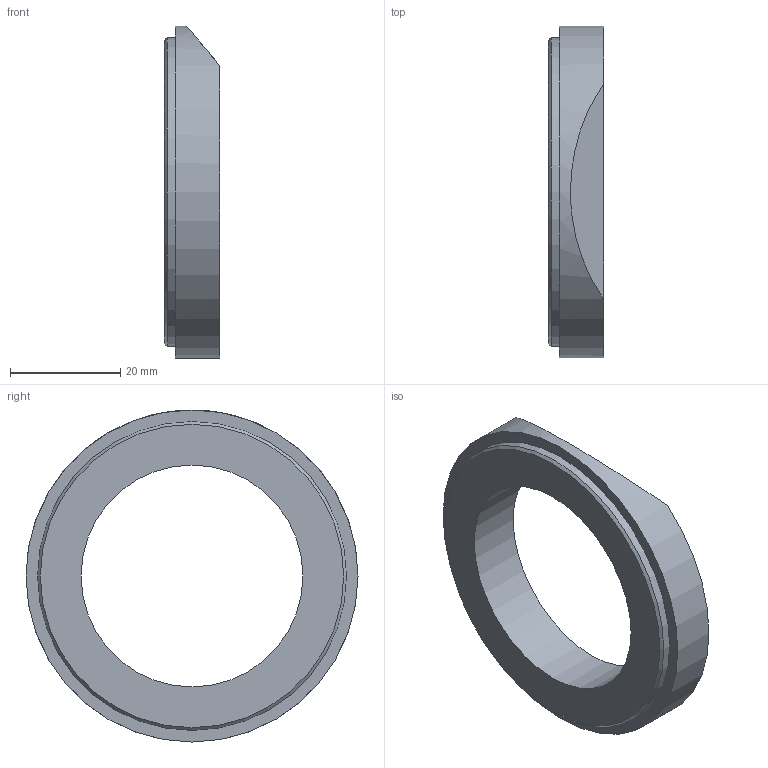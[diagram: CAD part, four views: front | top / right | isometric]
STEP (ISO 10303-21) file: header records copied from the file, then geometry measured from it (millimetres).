
FILE_DESCRIPTION(/* description */ ('STEP AP214'),/* implementation_level */ '2;1');
FILE_NAME(/* name */ '6540d0b72678613b1ff1242f',/* time_stamp */ '2023-10-31T10:02:32Z',/* author */ (''),/* organization */ (''),/* preprocessor_version */ 'ST-DEVELOPER v19.4',/* originating_system */ ' ',/* authorisation */ ' ');
FILE_SCHEMA (('AUTOMOTIVE_DESIGN {1 0 10303 214 3 1 1}'));
Length unit declared in the file: metre
Products named in the file (1): A000985 - Nutrohr - Ring - 60,3
Bounding box: 10 x 60.3 x 60.3 mm (x, y, z)
Volume: 14549.5 mm3; surface area: 6132.6 mm2
Topology: 1 solids, 1 shells, 8 faces, 15 edges, 10 vertices
Faces by surface type: plane 4, cylinder 3, cone 1
Full cylindrical faces by diameter (mm): 40.3 x1, 56.1 x1, 60.3 x1
Entity records: 203 total; most frequent: DIRECTION 35, CARTESIAN_POINT 26, ORIENTED_EDGE 18, AXIS2_PLACEMENT_3D 17, EDGE_LOOP 15, FACE_BOUND 15, EDGE_CURVE 9, VERTEX_POINT 8
